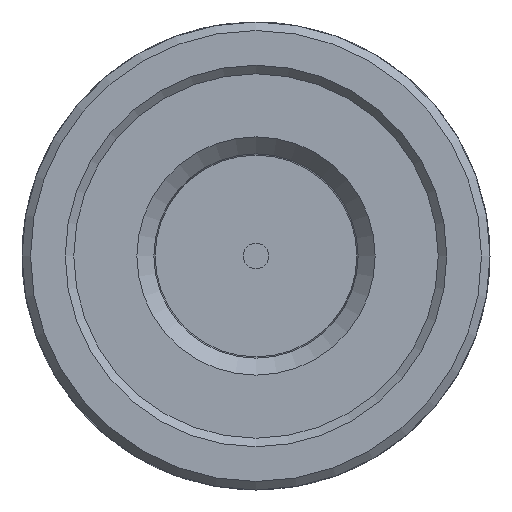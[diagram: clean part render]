
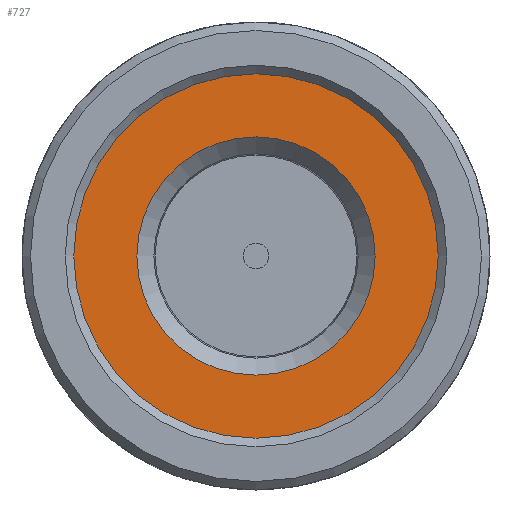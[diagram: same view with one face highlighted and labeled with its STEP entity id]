
A CAD part, left-side view. The second image highlights one B-rep face of the part: STEP entity #727.
In plain terms, the highlighted planar face has unit normal (-1, 0, 0).
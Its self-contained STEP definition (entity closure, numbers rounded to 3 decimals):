
#14 = EDGE_LOOP ( 'NONE', ( #539 ) ) ;
#36 = VERTEX_POINT ( 'NONE', #307 ) ;
#68 = CARTESIAN_POINT ( 'NONE',  ( 31.337, 0., 0. ) ) ;
#102 = CARTESIAN_POINT ( 'NONE',  ( 31.337, 0., 14. ) ) ;
#108 = AXIS2_PLACEMENT_3D ( 'NONE', #1158, #420, #523 ) ;
#192 = EDGE_LOOP ( 'NONE', ( #1046 ) ) ;
#307 = CARTESIAN_POINT ( 'NONE',  ( 31.337, 0., 21.415 ) ) ;
#364 = CIRCLE ( 'NONE', #108, 21.415 ) ;
#401 = PLANE ( 'NONE',  #931 ) ;
#420 = DIRECTION ( 'NONE',  ( -1., 0., 0. ) ) ;
#447 = FACE_OUTER_BOUND ( 'NONE', #192, .T. ) ;
#451 = AXIS2_PLACEMENT_3D ( 'NONE', #68, #1102, #1092 ) ;
#474 = FACE_BOUND ( 'NONE', #14, .T. ) ;
#523 = DIRECTION ( 'NONE',  ( 0., 0., 1. ) ) ;
#539 = ORIENTED_EDGE ( 'NONE', *, *, #672, .F. ) ;
#611 = DIRECTION ( 'NONE',  ( -1., 0., 0. ) ) ;
#672 = EDGE_CURVE ( 'NONE', #1309, #1309, #704, .T. ) ;
#704 = CIRCLE ( 'NONE', #451, 14. ) ;
#727 = ADVANCED_FACE ( 'NONE', ( #447, #474 ), #401, .T. ) ;
#830 = EDGE_CURVE ( 'NONE', #36, #36, #364, .T. ) ;
#931 = AXIS2_PLACEMENT_3D ( 'NONE', #1117, #611, #1028 ) ;
#1028 = DIRECTION ( 'NONE',  ( 0., 0., 1. ) ) ;
#1046 = ORIENTED_EDGE ( 'NONE', *, *, #830, .T. ) ;
#1092 = DIRECTION ( 'NONE',  ( 0., 0., 1. ) ) ;
#1102 = DIRECTION ( 'NONE',  ( -1., 0., 0. ) ) ;
#1117 = CARTESIAN_POINT ( 'NONE',  ( 31.337, 21.415, 0. ) ) ;
#1158 = CARTESIAN_POINT ( 'NONE',  ( 31.337, 0., 0. ) ) ;
#1309 = VERTEX_POINT ( 'NONE', #102 ) ;
